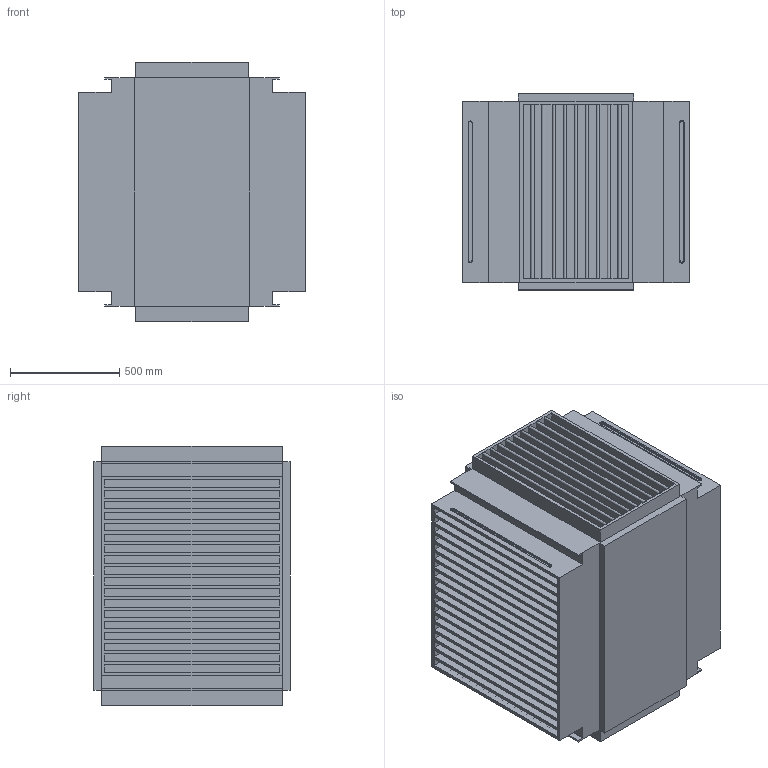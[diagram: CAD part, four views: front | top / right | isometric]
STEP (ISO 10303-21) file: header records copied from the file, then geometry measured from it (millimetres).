
FILE_DESCRIPTION(/* description */ (''),/* implementation_level */ '2;1');
FILE_NAME(/* name */ 'Part2 v1.step',/* time_stamp */ '2022-09-09T11:46:47-04:00',/* author */ (''),/* organization */ (''),/* preprocessor_version */ 'ST-DEVELOPER v19',/* originating_system */ 'Autodesk Translation Framework v11.7.0.108',/* authorisation */ '');
FILE_SCHEMA (('AUTOMOTIVE_DESIGN { 1 0 10303 214 3 1 1 }'));
Length unit declared in the file: millimetre
Products named in the file (1): Part2
Bounding box: 1040 x 900 x 1190 mm (x, y, z)
Volume: 861518788.9 mm3; surface area: 12832167.6 mm2
Topology: 1 solids, 1 shells, 386 faces, 972 edges, 624 vertices
Faces by surface type: plane 332, cylinder 44, torus 10
Entity records: 11403 total; most frequent: CARTESIAN_POINT 1983, ORIENTED_EDGE 1944, DIRECTION 1896, EDGE_CURVE 972, LINE 822, VECTOR 822, VERTEX_POINT 624, AXIS2_PLACEMENT_3D 537
